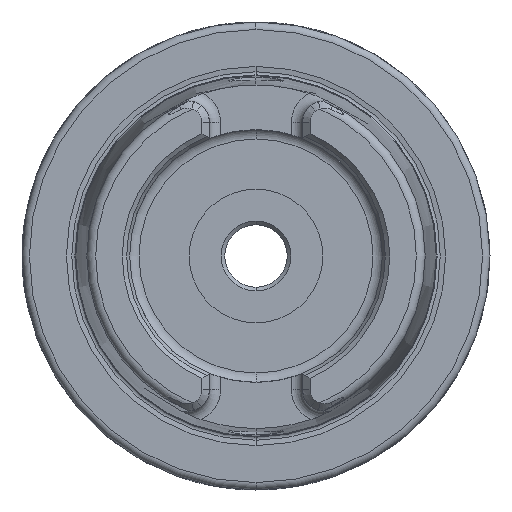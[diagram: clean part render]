
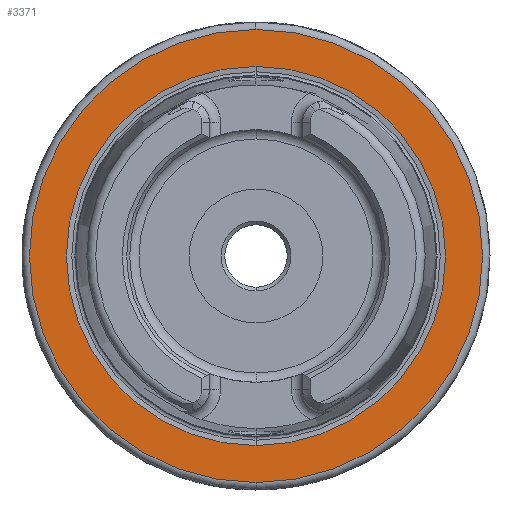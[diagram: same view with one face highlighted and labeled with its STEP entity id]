
A CAD part, left-side view. The second image highlights one B-rep face of the part: STEP entity #3371.
In plain terms, the highlighted planar face has unit normal (-1, 0, 0).
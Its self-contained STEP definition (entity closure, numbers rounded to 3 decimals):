
#104 = CARTESIAN_POINT ( 'NONE',  ( -64., 0., -30.5 ) ) ;
#814 = EDGE_CURVE ( 'NONE', #7568, #2867, #5159, .T. ) ;
#1163 = CIRCLE ( 'NONE', #2638, 25.521 ) ;
#1253 = VERTEX_POINT ( 'NONE', #6456 ) ;
#1469 = CARTESIAN_POINT ( 'NONE',  ( -64., 0., 0. ) ) ;
#1538 = CARTESIAN_POINT ( 'NONE',  ( -64., 0., 0. ) ) ;
#1673 = CIRCLE ( 'NONE', #4748, 30.5 ) ;
#1964 = DIRECTION ( 'NONE',  ( -1., 0., 0. ) ) ;
#1974 = CARTESIAN_POINT ( 'NONE',  ( -64., 0., 0. ) ) ;
#2064 = DIRECTION ( 'NONE',  ( 0., 0., -1. ) ) ;
#2089 = EDGE_CURVE ( 'NONE', #2797, #1253, #1163, .T. ) ;
#2132 = DIRECTION ( 'NONE',  ( 0., 0., -1. ) ) ;
#2559 = DIRECTION ( 'NONE',  ( 0., 0., -1. ) ) ;
#2638 = AXIS2_PLACEMENT_3D ( 'NONE', #1538, #5601, #2132 ) ;
#2684 = EDGE_LOOP ( 'NONE', ( #4442, #5800 ) ) ;
#2797 = VERTEX_POINT ( 'NONE', #3553 ) ;
#2867 = VERTEX_POINT ( 'NONE', #104 ) ;
#3152 = DIRECTION ( 'NONE',  ( 0., 0., -1. ) ) ;
#3371 = ADVANCED_FACE ( 'NONE', ( #6051, #6062 ), #6605, .F. ) ;
#3431 = EDGE_CURVE ( 'NONE', #1253, #2797, #6036, .T. ) ;
#3553 = CARTESIAN_POINT ( 'NONE',  ( -64., 0., -25.521 ) ) ;
#3996 = CARTESIAN_POINT ( 'NONE',  ( -64., 0., 30.5 ) ) ;
#3999 = AXIS2_PLACEMENT_3D ( 'NONE', #5444, #1964, #6026 ) ;
#4442 = ORIENTED_EDGE ( 'NONE', *, *, #6263, .T. ) ;
#4748 = AXIS2_PLACEMENT_3D ( 'NONE', #1974, #6032, #2559 ) ;
#4865 = CARTESIAN_POINT ( 'NONE',  ( -64., 31.5, 0. ) ) ;
#4878 = AXIS2_PLACEMENT_3D ( 'NONE', #4865, #6628, #3152 ) ;
#5159 = CIRCLE ( 'NONE', #3999, 30.5 ) ;
#5330 = EDGE_LOOP ( 'NONE', ( #6192, #5836 ) ) ;
#5444 = CARTESIAN_POINT ( 'NONE',  ( -64., 0., 0. ) ) ;
#5540 = DIRECTION ( 'NONE',  ( 1., 0., 0. ) ) ;
#5601 = DIRECTION ( 'NONE',  ( 1., 0., 0. ) ) ;
#5800 = ORIENTED_EDGE ( 'NONE', *, *, #814, .T. ) ;
#5836 = ORIENTED_EDGE ( 'NONE', *, *, #2089, .T. ) ;
#6026 = DIRECTION ( 'NONE',  ( 0., 0., -1. ) ) ;
#6032 = DIRECTION ( 'NONE',  ( -1., 0., 0. ) ) ;
#6036 = CIRCLE ( 'NONE', #6054, 25.521 ) ;
#6051 = FACE_OUTER_BOUND ( 'NONE', #2684, .T. ) ;
#6054 = AXIS2_PLACEMENT_3D ( 'NONE', #1469, #5540, #2064 ) ;
#6062 = FACE_BOUND ( 'NONE', #5330, .T. ) ;
#6192 = ORIENTED_EDGE ( 'NONE', *, *, #3431, .T. ) ;
#6263 = EDGE_CURVE ( 'NONE', #2867, #7568, #1673, .T. ) ;
#6456 = CARTESIAN_POINT ( 'NONE',  ( -64., 0., 25.521 ) ) ;
#6605 = PLANE ( 'NONE',  #4878 ) ;
#6628 = DIRECTION ( 'NONE',  ( 1., 0., 0. ) ) ;
#7568 = VERTEX_POINT ( 'NONE', #3996 ) ;
